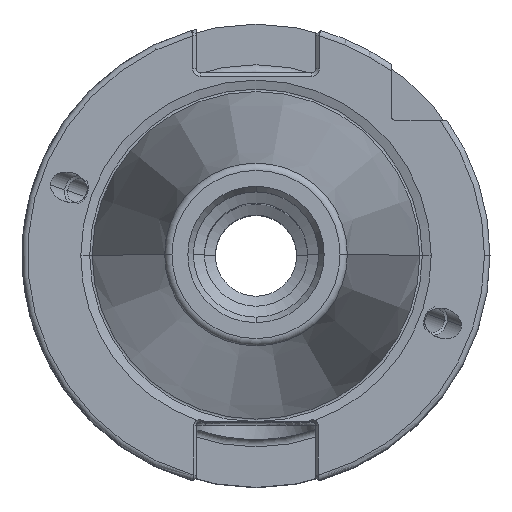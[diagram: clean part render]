
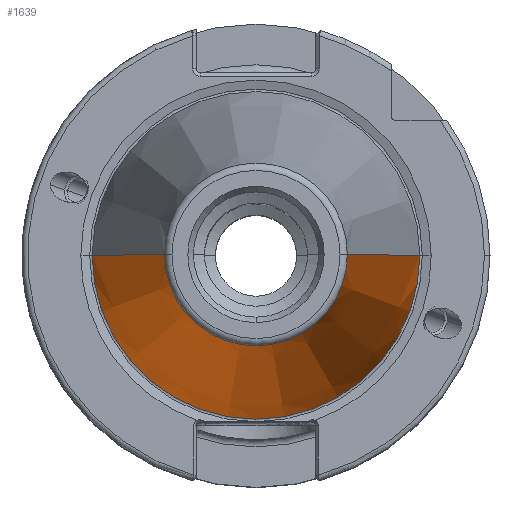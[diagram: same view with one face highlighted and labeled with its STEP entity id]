
A CAD part, top view. The second image highlights one B-rep face of the part: STEP entity #1639.
In plain terms, the highlighted conical face has half-angle 8.297 degrees and reference radius 12.397 mm.
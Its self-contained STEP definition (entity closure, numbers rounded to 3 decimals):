
#242 = EDGE_CURVE ( 'NONE', #1614, #8715, #1581, .T. ) ;
#616 = LINE ( 'NONE', #8954, #4688 ) ;
#865 = VECTOR ( 'NONE', #4176, 1000. ) ;
#1581 = CIRCLE ( 'NONE', #8435, 22.225 ) ;
#1614 = VERTEX_POINT ( 'NONE', #2209 ) ;
#1639 = ADVANCED_FACE ( 'NONE', ( #3831 ), #2618, .T. ) ;
#1825 = CARTESIAN_POINT ( 'NONE',  ( 22.225, 0., 0. ) ) ;
#2139 = CIRCLE ( 'NONE', #8124, 12.397 ) ;
#2209 = CARTESIAN_POINT ( 'NONE',  ( -22.225, 0., 0. ) ) ;
#2210 = CARTESIAN_POINT ( 'NONE',  ( 0., 0., 67.394 ) ) ;
#2618 = CONICAL_SURFACE ( 'NONE', #6477, 12.397, 0.145 ) ;
#2965 = DIRECTION ( 'NONE',  ( 1., 0., 0. ) ) ;
#3179 = EDGE_CURVE ( 'NONE', #5727, #1614, #616, .T. ) ;
#3255 = ORIENTED_EDGE ( 'NONE', *, *, #5815, .F. ) ;
#3831 = FACE_OUTER_BOUND ( 'NONE', #6542, .T. ) ;
#4077 = DIRECTION ( 'NONE',  ( 1., 0., 0. ) ) ;
#4085 = DIRECTION ( 'NONE',  ( 0., 0., 1. ) ) ;
#4118 = CARTESIAN_POINT ( 'NONE',  ( 0., 0., 0. ) ) ;
#4176 = DIRECTION ( 'NONE',  ( 0.144, 0., -0.99 ) ) ;
#4688 = VECTOR ( 'NONE', #5942, 1000. ) ;
#4938 = LINE ( 'NONE', #7988, #865 ) ;
#5153 = CARTESIAN_POINT ( 'NONE',  ( 12.397, 0., 67.394 ) ) ;
#5279 = DIRECTION ( 'NONE',  ( 0., 0., -1. ) ) ;
#5288 = EDGE_CURVE ( 'NONE', #8885, #8715, #4938, .T. ) ;
#5727 = VERTEX_POINT ( 'NONE', #8197 ) ;
#5815 = EDGE_CURVE ( 'NONE', #5727, #8885, #2139, .T. ) ;
#5942 = DIRECTION ( 'NONE',  ( -0.144, 0., -0.99 ) ) ;
#6477 = AXIS2_PLACEMENT_3D ( 'NONE', #6862, #5279, #8777 ) ;
#6542 = EDGE_LOOP ( 'NONE', ( #6984, #3255, #7723, #8061 ) ) ;
#6862 = CARTESIAN_POINT ( 'NONE',  ( 0., 0., 67.394 ) ) ;
#6984 = ORIENTED_EDGE ( 'NONE', *, *, #5288, .F. ) ;
#7608 = DIRECTION ( 'NONE',  ( 0., 0., 1. ) ) ;
#7723 = ORIENTED_EDGE ( 'NONE', *, *, #3179, .T. ) ;
#7988 = CARTESIAN_POINT ( 'NONE',  ( 12.397, 0., 67.394 ) ) ;
#8061 = ORIENTED_EDGE ( 'NONE', *, *, #242, .T. ) ;
#8124 = AXIS2_PLACEMENT_3D ( 'NONE', #2210, #7608, #2965 ) ;
#8197 = CARTESIAN_POINT ( 'NONE',  ( -12.397, 0., 67.394 ) ) ;
#8435 = AXIS2_PLACEMENT_3D ( 'NONE', #4118, #4085, #4077 ) ;
#8715 = VERTEX_POINT ( 'NONE', #1825 ) ;
#8777 = DIRECTION ( 'NONE',  ( -1., 0., 0. ) ) ;
#8885 = VERTEX_POINT ( 'NONE', #5153 ) ;
#8954 = CARTESIAN_POINT ( 'NONE',  ( -12.397, 0., 67.394 ) ) ;
